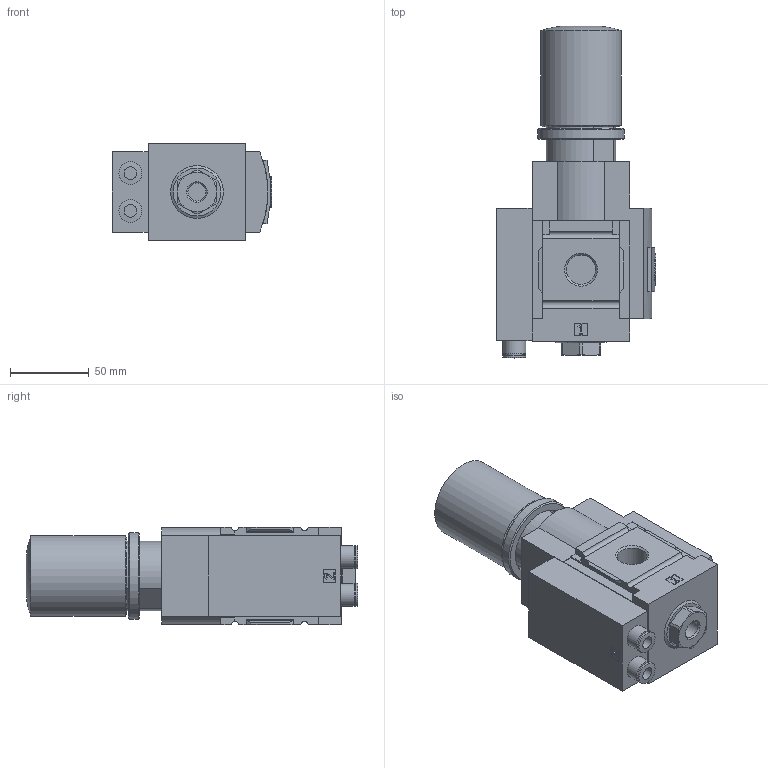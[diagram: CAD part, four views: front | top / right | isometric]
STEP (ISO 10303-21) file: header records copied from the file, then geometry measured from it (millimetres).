
FILE_DESCRIPTION(/* description */ ('STEP AP214'),/* implementation_level */ '2;1');
FILE_NAME(/* name */ '534865_MS6-LRPB-1_2-D2-A8-BD',/* time_stamp */ '2024-09-10T20:14:51+02:00',/* author */ ('License CC BY-ND 4.0'),/* organization */ ('CADENAS'),/* preprocessor_version */ 'ST-DEVELOPER v19.3',/* originating_system */ 'PARTsolutions',/* authorisation */ ' ');
FILE_SCHEMA (('AUTOMOTIVE_DESIGN {1 0 10303 214 3 1 1}'));
Length unit declared in the file: millimetre
Products named in the file (3): 534865 MS6-LRPB-1/2-D2-A8-BD; 535007 MS6-LRPB-1/2-D2-A8-BD0D; 651849 MS-LR-20
Assembly tree (2 placements, depth 2):
  534865 MS6-LRPB-1/2-D2-A8-BD
    535007 MS6-LRPB-1/2-D2-A8-BD0D
    651849 MS-LR-20
Bounding box: 101.3 x 210.7 x 62 mm (x, y, z)
Volume: 715866.3 mm3; surface area: 68700.7 mm2
Topology: 2 solids, 2 shells, 213 faces, 529 edges, 343 vertices
Faces by surface type: plane 152, cylinder 39, cone 21, torus 1
Full cylindrical faces by diameter (mm): 8 x2, 8.566 x1, 10 x2, 11.445 x1, 14.5 x4, 18.631 x2, 20 x1, 42.917 x1, 51 x1, 55 x1
Entity records: 7621 total; most frequent: CARTESIAN_POINT 1124, DIRECTION 1012, ORIENTED_EDGE 990, EDGE_CURVE 495, LINE 372, VECTOR 372, VERTEX_POINT 341, AXIS2_PLACEMENT_3D 320
